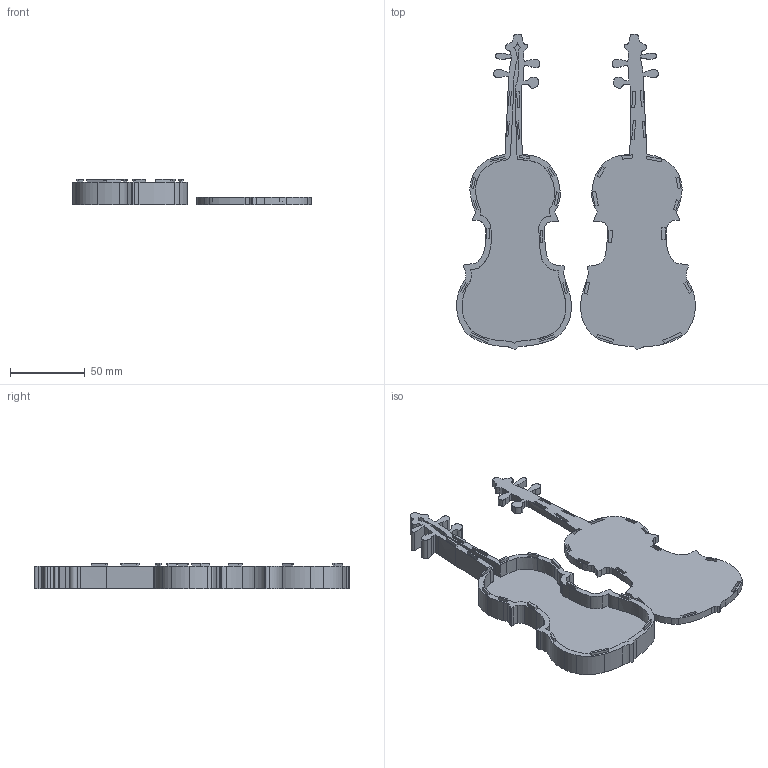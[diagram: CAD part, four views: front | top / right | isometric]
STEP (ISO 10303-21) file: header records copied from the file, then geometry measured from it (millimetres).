
FILE_DESCRIPTION(/* description */ (''),/* implementation_level */ '2;1');
FILE_NAME(/* name */ 'Violin.step',/* time_stamp */ '2024-01-07T20:04:49-08:00',/* author */ (''),/* organization */ (''),/* preprocessor_version */ 'ST-DEVELOPER v20',/* originating_system */ 'Autodesk Translation Framework v12.14.0.127',/* authorisation */ '');
FILE_SCHEMA (('AUTOMOTIVE_DESIGN { 1 0 10303 214 3 1 1 }'));
Length unit declared in the file: millimetre
Products named in the file (2): (Unsaved); Component1
Assembly tree (1 placements, depth 2):
  (Unsaved)
    Component1
Bounding box: 160.01 x 211.75 x 17 mm (x, y, z)
Volume: 103845.4 mm3; surface area: 52811.2 mm2
Topology: 2 solids, 2 shells, 436 faces, 1197 edges, 798 vertices
Faces by surface type: plane 227, bspline 208, cylinder 1
Entity records: 15857 total; most frequent: CARTESIAN_POINT 6638, ORIENTED_EDGE 2394, DIRECTION 1245, EDGE_CURVE 1197, VERTEX_POINT 798, LINE 779, VECTOR 779, EDGE_LOOP 469
